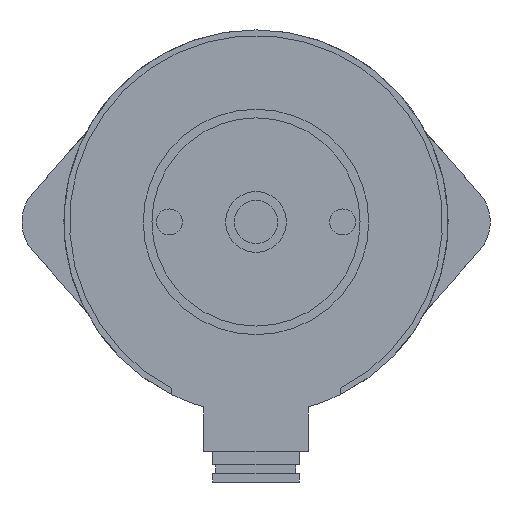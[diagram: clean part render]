
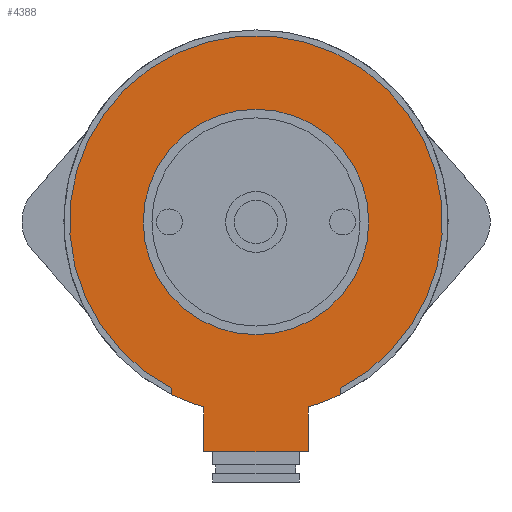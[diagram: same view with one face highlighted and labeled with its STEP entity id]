
A CAD part, front view. The second image highlights one B-rep face of the part: STEP entity #4388.
In plain terms, the highlighted planar face has unit normal (0, -1, 0).
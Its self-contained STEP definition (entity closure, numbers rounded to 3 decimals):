
#302 = CARTESIAN_POINT ( 'NONE',  ( 17.65, 0., 17.65 ) ) ;
#303 = DIRECTION ( 'NONE',  ( 0., -1., 0. ) ) ;
#304 = DIRECTION ( 'NONE',  ( 0., 0., -1. ) ) ;
#317 = CARTESIAN_POINT ( 'NONE',  ( 17.65, 0., 17.65 ) ) ;
#321 = DIRECTION ( 'NONE',  ( 0., -1., 0. ) ) ;
#322 = DIRECTION ( 'NONE',  ( 0., 0., -1. ) ) ;
#402 = LINE ( 'NONE', #403, #3261 ) ;
#403 = CARTESIAN_POINT ( 'NONE',  ( 11.65, 0., -8.85 ) ) ;
#404 = DIRECTION ( 'NONE',  ( 1., 0., 0. ) ) ;
#414 = LINE ( 'NONE', #415, #3268 ) ;
#415 = CARTESIAN_POINT ( 'NONE',  ( 11.65, 0., 2.985 ) ) ;
#416 = DIRECTION ( 'NONE',  ( 0., 0., -1. ) ) ;
#421 = LINE ( 'NONE', #423, #3271 ) ;
#423 = CARTESIAN_POINT ( 'NONE',  ( 23.65, 0., 2.985 ) ) ;
#425 = DIRECTION ( 'NONE',  ( 0., 0., 1. ) ) ;
#512 = CARTESIAN_POINT ( 'NONE',  ( 17.65, 0., 17.65 ) ) ;
#514 = DIRECTION ( 'NONE',  ( 0., -1., 0. ) ) ;
#516 = DIRECTION ( 'NONE',  ( 0., 0., -1. ) ) ;
#1056 = EDGE_LOOP ( 'NONE', ( #1410, #1404, #1406, #1400, #1398, #1402, #1396, #1394 ) ) ;
#1058 = EDGE_LOOP ( 'NONE', ( #1390, #1385 ) ) ;
#1385 = ORIENTED_EDGE ( 'NONE', *, *, #4455, .F. ) ;
#1390 = ORIENTED_EDGE ( 'NONE', *, *, #5961, .F. ) ;
#1391 = CARTESIAN_POINT ( 'NONE',  ( 17.65, 0., 17.65 ) ) ;
#1394 = ORIENTED_EDGE ( 'NONE', *, *, #4461, .T. ) ;
#1396 = ORIENTED_EDGE ( 'NONE', *, *, #4494, .T. ) ;
#1398 = ORIENTED_EDGE ( 'NONE', *, *, #4492, .T. ) ;
#1400 = ORIENTED_EDGE ( 'NONE', *, *, #4512, .T. ) ;
#1402 = ORIENTED_EDGE ( 'NONE', *, *, #4488, .T. ) ;
#1404 = ORIENTED_EDGE ( 'NONE', *, *, #5986, .T. ) ;
#1406 = ORIENTED_EDGE ( 'NONE', *, *, #5969, .T. ) ;
#1410 = ORIENTED_EDGE ( 'NONE', *, *, #5981, .T. ) ;
#1446 = DIRECTION ( 'NONE',  ( 0., -1., 0. ) ) ;
#1448 = DIRECTION ( 'NONE',  ( 0., 0., -1. ) ) ;
#1540 = VERTEX_POINT ( 'NONE', #2121 ) ;
#1541 = VERTEX_POINT ( 'NONE', #2120 ) ;
#1543 = VERTEX_POINT ( 'NONE', #2118 ) ;
#1546 = VERTEX_POINT ( 'NONE', #2115 ) ;
#1597 = VERTEX_POINT ( 'NONE', #6097 ) ;
#1635 = VERTEX_POINT ( 'NONE', #4798 ) ;
#1644 = VERTEX_POINT ( 'NONE', #4807 ) ;
#1647 = VERTEX_POINT ( 'NONE', #4810 ) ;
#1684 = VERTEX_POINT ( 'NONE', #4847 ) ;
#1685 = VERTEX_POINT ( 'NONE', #4848 ) ;
#1937 = CIRCLE ( 'NONE', #3185, 13. ) ;
#1940 = CIRCLE ( 'NONE', #3186, 22.15 ) ;
#1953 = CIRCLE ( 'NONE', #3315, 22.15 ) ;
#1966 = CIRCLE ( 'NONE', #4675, 13. ) ;
#1974 = CIRCLE ( 'NONE', #4693, 21.5 ) ;
#1993 = LINE ( 'NONE', #1994, #4685 ) ;
#1994 = CARTESIAN_POINT ( 'NONE',  ( 7.926, 0., 0.744 ) ) ;
#1995 = DIRECTION ( 'NONE',  ( 0., 0., -1. ) ) ;
#2029 = LINE ( 'NONE', #2030, #4697 ) ;
#2030 = CARTESIAN_POINT ( 'NONE',  ( 27.374, 0., 0.744 ) ) ;
#2031 = DIRECTION ( 'NONE',  ( 0., 0., 1. ) ) ;
#2040 = CARTESIAN_POINT ( 'NONE',  ( 17.65, 0., 17.65 ) ) ;
#2044 = DIRECTION ( 'NONE',  ( 0., -1., 0. ) ) ;
#2045 = DIRECTION ( 'NONE',  ( 0., 0., -1. ) ) ;
#2115 = CARTESIAN_POINT ( 'NONE',  ( 17.65, 0., 30.65 ) ) ;
#2118 = CARTESIAN_POINT ( 'NONE',  ( 17.65, 0., 4.65 ) ) ;
#2120 = CARTESIAN_POINT ( 'NONE',  ( 23.65, 0., -8.85 ) ) ;
#2121 = CARTESIAN_POINT ( 'NONE',  ( 11.65, 0., -8.85 ) ) ;
#2323 = FACE_OUTER_BOUND ( 'NONE', #1056, .T. ) ;
#2329 = FACE_BOUND ( 'NONE', #1058, .T. ) ;
#2332 = AXIS2_PLACEMENT_3D ( 'NONE', #3909, #3910, #3911 ) ;
#3185 = AXIS2_PLACEMENT_3D ( 'NONE', #302, #303, #304 ) ;
#3186 = AXIS2_PLACEMENT_3D ( 'NONE', #317, #321, #322 ) ;
#3261 = VECTOR ( 'NONE', #404, 1000. ) ;
#3268 = VECTOR ( 'NONE', #416, 1000. ) ;
#3271 = VECTOR ( 'NONE', #425, 1000. ) ;
#3315 = AXIS2_PLACEMENT_3D ( 'NONE', #512, #514, #516 ) ;
#3908 = PLANE ( 'NONE',  #2332 ) ;
#3909 = CARTESIAN_POINT ( 'NONE',  ( 17.65, 0., 17.65 ) ) ;
#3910 = DIRECTION ( 'NONE',  ( 0., 1., 0. ) ) ;
#3911 = DIRECTION ( 'NONE',  ( 0., 0., 1. ) ) ;
#4388 = ADVANCED_FACE ( 'NONE', ( #2323, #2329 ), #3908, .F. ) ;
#4455 = EDGE_CURVE ( 'NONE', #1546, #1543, #1937, .T. ) ;
#4461 = EDGE_CURVE ( 'NONE', #1684, #1685, #1940, .T. ) ;
#4488 = EDGE_CURVE ( 'NONE', #1540, #1541, #402, .T. ) ;
#4492 = EDGE_CURVE ( 'NONE', #1597, #1540, #414, .T. ) ;
#4494 = EDGE_CURVE ( 'NONE', #1541, #1684, #421, .T. ) ;
#4512 = EDGE_CURVE ( 'NONE', #1644, #1597, #1953, .T. ) ;
#4675 = AXIS2_PLACEMENT_3D ( 'NONE', #1391, #1446, #1448 ) ;
#4685 = VECTOR ( 'NONE', #1995, 1000. ) ;
#4693 = AXIS2_PLACEMENT_3D ( 'NONE', #2040, #2044, #2045 ) ;
#4697 = VECTOR ( 'NONE', #2031, 1000. ) ;
#4798 = CARTESIAN_POINT ( 'NONE',  ( 7.926, 0., -1.525 ) ) ;
#4807 = CARTESIAN_POINT ( 'NONE',  ( 7.926, 0., -2.251 ) ) ;
#4810 = CARTESIAN_POINT ( 'NONE',  ( 27.374, 0., -1.525 ) ) ;
#4847 = CARTESIAN_POINT ( 'NONE',  ( 23.65, 0., -3.672 ) ) ;
#4848 = CARTESIAN_POINT ( 'NONE',  ( 27.374, 0., -2.251 ) ) ;
#5961 = EDGE_CURVE ( 'NONE', #1543, #1546, #1966, .T. ) ;
#5969 = EDGE_CURVE ( 'NONE', #1635, #1644, #1993, .T. ) ;
#5981 = EDGE_CURVE ( 'NONE', #1685, #1647, #2029, .T. ) ;
#5986 = EDGE_CURVE ( 'NONE', #1647, #1635, #1974, .T. ) ;
#6097 = CARTESIAN_POINT ( 'NONE',  ( 11.65, 0., -3.672 ) ) ;
